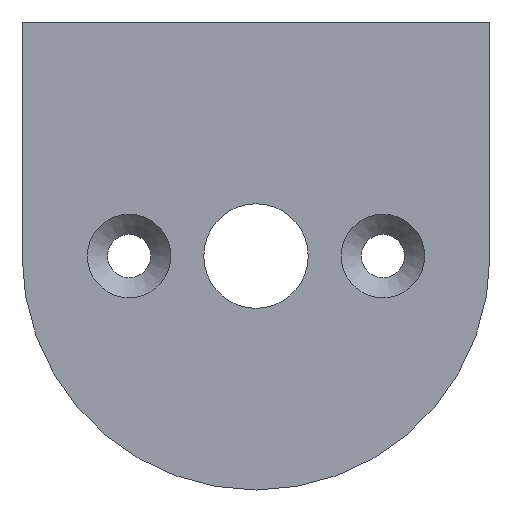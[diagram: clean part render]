
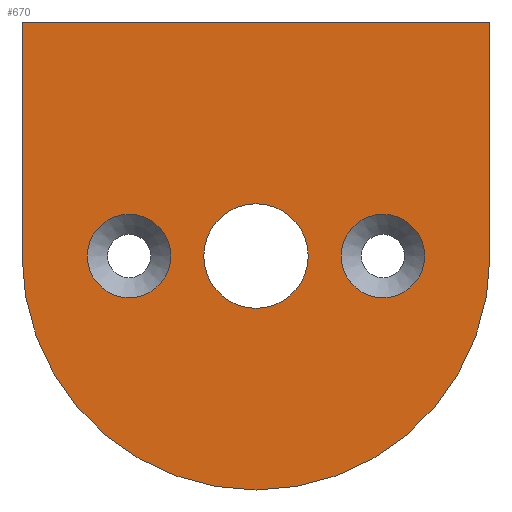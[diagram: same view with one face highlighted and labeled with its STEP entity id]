
A CAD part, left-side view. The second image highlights one B-rep face of the part: STEP entity #670.
In plain terms, the highlighted planar face has unit normal (-1, 0, 0).
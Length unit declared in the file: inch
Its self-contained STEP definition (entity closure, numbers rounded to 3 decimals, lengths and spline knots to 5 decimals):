
#42=FACE_BOUND('',#142,.T.);
#43=FACE_BOUND('',#143,.T.);
#44=FACE_BOUND('',#144,.T.);
#63=PLANE('',#743);
#93=FACE_OUTER_BOUND('',#141,.T.);
#141=EDGE_LOOP('',(#561,#562,#563,#564));
#142=EDGE_LOOP('',(#565));
#143=EDGE_LOOP('',(#566));
#144=EDGE_LOOP('',(#567));
#181=LINE('',#1018,#227);
#193=LINE('',#1065,#239);
#202=LINE('',#1107,#248);
#227=VECTOR('',#811,0.3937);
#239=VECTOR('',#865,0.3937);
#248=VECTOR('',#916,0.3937);
#296=CIRCLE('',#741,0.11009);
#298=CIRCLE('',#744,0.61713);
#299=CIRCLE('',#745,0.11009);
#300=CIRCLE('',#746,0.1378);
#321=VERTEX_POINT('',#1015);
#322=VERTEX_POINT('',#1017);
#335=VERTEX_POINT('',#1061);
#336=VERTEX_POINT('',#1063);
#347=VERTEX_POINT('',#1101);
#349=VERTEX_POINT('',#1109);
#350=VERTEX_POINT('',#1111);
#383=EDGE_CURVE('',#321,#322,#181,.T.);
#407=EDGE_CURVE('',#336,#335,#193,.T.);
#425=EDGE_CURVE('',#347,#347,#296,.T.);
#428=EDGE_CURVE('',#321,#335,#202,.T.);
#429=EDGE_CURVE('',#336,#322,#298,.T.);
#430=EDGE_CURVE('',#349,#349,#299,.T.);
#431=EDGE_CURVE('',#350,#350,#300,.T.);
#561=ORIENTED_EDGE('',*,*,#428,.T.);
#562=ORIENTED_EDGE('',*,*,#407,.F.);
#563=ORIENTED_EDGE('',*,*,#429,.T.);
#564=ORIENTED_EDGE('',*,*,#383,.F.);
#565=ORIENTED_EDGE('',*,*,#430,.F.);
#566=ORIENTED_EDGE('',*,*,#431,.T.);
#567=ORIENTED_EDGE('',*,*,#425,.F.);
#670=ADVANCED_FACE('',(#93,#42,#43,#44),#63,.F.);
#741=AXIS2_PLACEMENT_3D('',#1102,#909,#910);
#743=AXIS2_PLACEMENT_3D('',#1106,#914,#915);
#744=AXIS2_PLACEMENT_3D('',#1108,#917,#918);
#745=AXIS2_PLACEMENT_3D('',#1110,#919,#920);
#746=AXIS2_PLACEMENT_3D('',#1112,#921,#922);
#811=DIRECTION('',(0.,0.,-1.));
#865=DIRECTION('',(0.,0.,1.));
#909=DIRECTION('center_axis',(-1.,0.,0.));
#910=DIRECTION('ref_axis',(0.,1.,0.));
#914=DIRECTION('center_axis',(1.,0.,0.));
#915=DIRECTION('ref_axis',(0.,1.,0.));
#916=DIRECTION('',(0.,1.,0.));
#917=DIRECTION('center_axis',(-1.,0.,0.));
#918=DIRECTION('ref_axis',(0.,-1.,0.));
#919=DIRECTION('center_axis',(-1.,0.,0.));
#920=DIRECTION('ref_axis',(0.,1.,0.));
#921=DIRECTION('center_axis',(1.,0.,0.));
#922=DIRECTION('ref_axis',(0.,1.,0.));
#1015=CARTESIAN_POINT('',(0.,0.,1.23443));
#1017=CARTESIAN_POINT('',(0.,0.,0.61713));
#1018=CARTESIAN_POINT('',(0.,0.,1.66043));
#1061=CARTESIAN_POINT('',(0.,1.23425,1.23443));
#1063=CARTESIAN_POINT('',(0.,1.23425,0.61713));
#1065=CARTESIAN_POINT('',(0.,1.23425,0.));
#1101=CARTESIAN_POINT('',(0.,0.17239,0.61713));
#1102=CARTESIAN_POINT('Origin',(0.,0.28248,0.61713));
#1106=CARTESIAN_POINT('Origin',(0.,0.61713,0.83022));
#1107=CARTESIAN_POINT('',(0.,0.92569,1.23443));
#1108=CARTESIAN_POINT('Origin',(0.,0.61713,0.61713));
#1109=CARTESIAN_POINT('',(0.,0.84169,0.61713));
#1110=CARTESIAN_POINT('Origin',(0.,0.95177,0.61713));
#1111=CARTESIAN_POINT('',(0.,0.47933,0.61713));
#1112=CARTESIAN_POINT('Origin',(0.,0.61713,0.61713));
